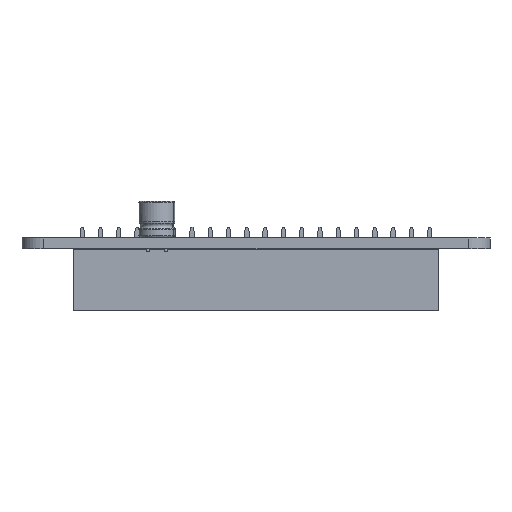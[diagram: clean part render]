
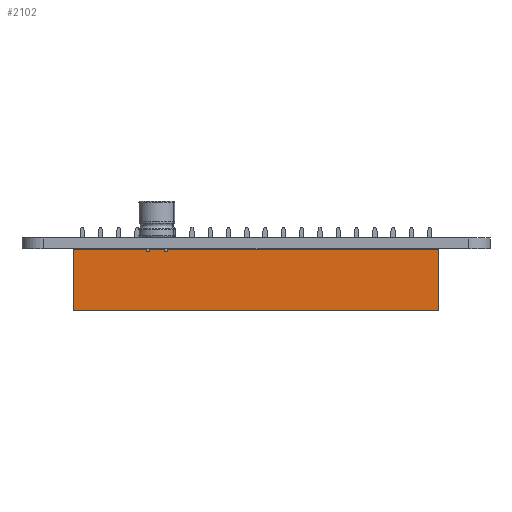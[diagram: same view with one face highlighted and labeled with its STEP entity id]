
A CAD part, front view. The second image highlights one B-rep face of the part: STEP entity #2102.
In plain terms, the highlighted face is planar.
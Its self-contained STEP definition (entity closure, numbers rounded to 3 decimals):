
#2102 = ADVANCED_FACE('',(#2103),#2137,.F.);
#2103 = FACE_BOUND('',#2104,.F.);
#2104 = EDGE_LOOP('',(#2105,#2115,#2123,#2131));
#2105 = ORIENTED_EDGE('',*,*,#2106,.T.);
#2106 = EDGE_CURVE('',#2107,#2109,#2111,.T.);
#2107 = VERTEX_POINT('',#2108);
#2108 = CARTESIAN_POINT('',(1.27,-49.53,0.));
#2109 = VERTEX_POINT('',#2110);
#2110 = CARTESIAN_POINT('',(1.27,-49.53,8.5));
#2111 = LINE('',#2112,#2113);
#2112 = CARTESIAN_POINT('',(1.27,-49.53,0.));
#2113 = VECTOR('',#2114,1.);
#2114 = DIRECTION('',(0.,0.,1.));
#2115 = ORIENTED_EDGE('',*,*,#2116,.T.);
#2116 = EDGE_CURVE('',#2109,#2117,#2119,.T.);
#2117 = VERTEX_POINT('',#2118);
#2118 = CARTESIAN_POINT('',(1.27,1.27,8.5));
#2119 = LINE('',#2120,#2121);
#2120 = CARTESIAN_POINT('',(1.27,-49.53,8.5));
#2121 = VECTOR('',#2122,1.);
#2122 = DIRECTION('',(0.,1.,0.));
#2123 = ORIENTED_EDGE('',*,*,#2124,.F.);
#2124 = EDGE_CURVE('',#2125,#2117,#2127,.T.);
#2125 = VERTEX_POINT('',#2126);
#2126 = CARTESIAN_POINT('',(1.27,1.27,0.));
#2127 = LINE('',#2128,#2129);
#2128 = CARTESIAN_POINT('',(1.27,1.27,0.));
#2129 = VECTOR('',#2130,1.);
#2130 = DIRECTION('',(0.,0.,1.));
#2131 = ORIENTED_EDGE('',*,*,#2132,.F.);
#2132 = EDGE_CURVE('',#2107,#2125,#2133,.T.);
#2133 = LINE('',#2134,#2135);
#2134 = CARTESIAN_POINT('',(1.27,-49.53,0.));
#2135 = VECTOR('',#2136,1.);
#2136 = DIRECTION('',(0.,1.,0.));
#2137 = PLANE('',#2138);
#2138 = AXIS2_PLACEMENT_3D('',#2139,#2140,#2141);
#2139 = CARTESIAN_POINT('',(1.27,-49.53,0.));
#2140 = DIRECTION('',(-1.,0.,0.));
#2141 = DIRECTION('',(0.,1.,0.));
